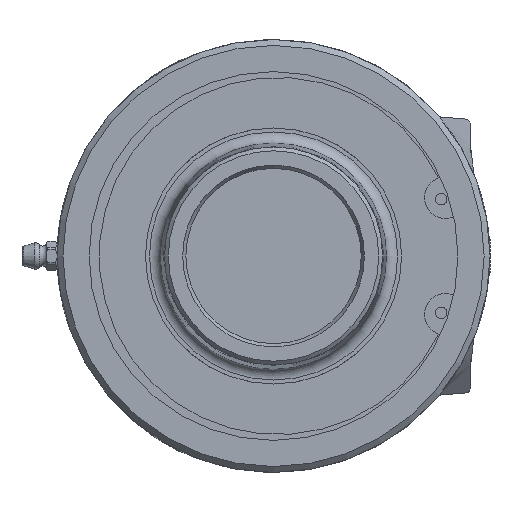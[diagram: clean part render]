
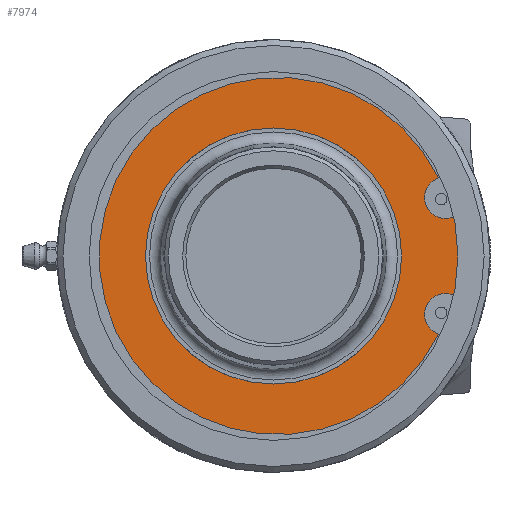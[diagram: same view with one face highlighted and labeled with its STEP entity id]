
A CAD part, left-side view. The second image highlights one B-rep face of the part: STEP entity #7974.
In plain terms, the highlighted planar face has unit normal (-1, 0, 0).
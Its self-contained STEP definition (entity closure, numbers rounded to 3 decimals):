
#325=PLANE('',#8585);
#480=FACE_BOUND('',#1408,.T.);
#930=FACE_OUTER_BOUND('',#1407,.T.);
#1407=EDGE_LOOP('',(#5554,#5555,#5556,#5557,#5558,#5559));
#1408=EDGE_LOOP('',(#5560,#5561));
#1966=CIRCLE('',#8584,53.8);
#1967=CIRCLE('',#8586,5.682);
#1968=CIRCLE('',#8587,48.478);
#1969=CIRCLE('',#8588,5.682);
#1970=CIRCLE('',#8589,34.75);
#1971=CIRCLE('',#8590,34.75);
#2243=LINE('',#20275,#2657);
#2244=LINE('',#20277,#2658);
#2657=VECTOR('',#9487,4.13);
#2658=VECTOR('',#9488,4.13);
#3341=VERTEX_POINT('',#20263);
#3345=VERTEX_POINT('',#20270);
#3346=VERTEX_POINT('',#20274);
#3347=VERTEX_POINT('',#20276);
#3348=VERTEX_POINT('',#20278);
#3349=VERTEX_POINT('',#20280);
#3350=VERTEX_POINT('',#20283);
#3351=VERTEX_POINT('',#20284);
#4210=EDGE_CURVE('',#3341,#3345,#1966,.T.);
#4211=EDGE_CURVE('',#3346,#3341,#2243,.T.);
#4212=EDGE_CURVE('',#3345,#3347,#2244,.T.);
#4213=EDGE_CURVE('',#3347,#3348,#1967,.T.);
#4214=EDGE_CURVE('',#3348,#3349,#1968,.T.);
#4215=EDGE_CURVE('',#3349,#3346,#1969,.T.);
#4216=EDGE_CURVE('',#3350,#3351,#1970,.T.);
#4217=EDGE_CURVE('',#3351,#3350,#1971,.T.);
#5554=ORIENTED_EDGE('',*,*,#4211,.T.);
#5555=ORIENTED_EDGE('',*,*,#4210,.T.);
#5556=ORIENTED_EDGE('',*,*,#4212,.T.);
#5557=ORIENTED_EDGE('',*,*,#4213,.T.);
#5558=ORIENTED_EDGE('',*,*,#4214,.T.);
#5559=ORIENTED_EDGE('',*,*,#4215,.T.);
#5560=ORIENTED_EDGE('',*,*,#4216,.T.);
#5561=ORIENTED_EDGE('',*,*,#4217,.T.);
#7974=ADVANCED_FACE('',(#930,#480),#325,.F.);
#8584=AXIS2_PLACEMENT_3D('',#20272,#9483,#9484);
#8585=AXIS2_PLACEMENT_3D('',#20273,#9485,#9486);
#8586=AXIS2_PLACEMENT_3D('',#20279,#9489,#9490);
#8587=AXIS2_PLACEMENT_3D('',#20281,#9491,#9492);
#8588=AXIS2_PLACEMENT_3D('',#20282,#9493,#9494);
#8589=AXIS2_PLACEMENT_3D('',#20285,#9495,#9496);
#8590=AXIS2_PLACEMENT_3D('',#20286,#9497,#9498);
#9483=DIRECTION('center_axis',(-1.,0.,0.));
#9484=DIRECTION('ref_axis',(0.,1.,0.));
#9485=DIRECTION('center_axis',(1.,0.,0.));
#9486=DIRECTION('ref_axis',(0.,0.,-1.));
#9487=DIRECTION('',(0.,-0.96,-0.281));
#9488=DIRECTION('',(0.,0.96,-0.281));
#9489=DIRECTION('center_axis',(1.,0.,0.));
#9490=DIRECTION('ref_axis',(0.,0.335,0.942));
#9491=DIRECTION('center_axis',(-1.,0.,0.));
#9492=DIRECTION('ref_axis',(0.,-0.899,-0.437));
#9493=DIRECTION('center_axis',(1.,0.,0.));
#9494=DIRECTION('ref_axis',(0.,-0.335,0.942));
#9495=DIRECTION('center_axis',(1.,0.,0.));
#9496=DIRECTION('ref_axis',(0.,-1.,0.));
#9497=DIRECTION('center_axis',(1.,0.,0.));
#9498=DIRECTION('ref_axis',(0.,-1.,0.));
#20263=CARTESIAN_POINT('',(10.375,-52.522,-11.656));
#20270=CARTESIAN_POINT('',(10.375,-52.522,11.656));
#20272=CARTESIAN_POINT('Origin',(10.375,0.,0.));
#20273=CARTESIAN_POINT('Origin',(10.375,26.9,0.));
#20274=CARTESIAN_POINT('',(10.375,-48.558,-10.495));
#20275=CARTESIAN_POINT('',(10.375,-48.558,-10.495));
#20276=CARTESIAN_POINT('',(10.375,-48.558,10.495));
#20277=CARTESIAN_POINT('',(10.375,-52.522,11.656));
#20278=CARTESIAN_POINT('',(10.375,-44.751,21.202));
#20279=CARTESIAN_POINT('Origin',(10.375,-46.655,15.848));
#20280=CARTESIAN_POINT('',(10.375,-44.751,-21.202));
#20281=CARTESIAN_POINT('Origin',(10.375,-1.155,0.));
#20282=CARTESIAN_POINT('Origin',(10.375,-46.655,-15.848));
#20283=CARTESIAN_POINT('',(10.375,-34.75,0.));
#20284=CARTESIAN_POINT('',(10.375,34.75,0.));
#20285=CARTESIAN_POINT('Origin',(10.375,0.,0.));
#20286=CARTESIAN_POINT('Origin',(10.375,0.,0.));
